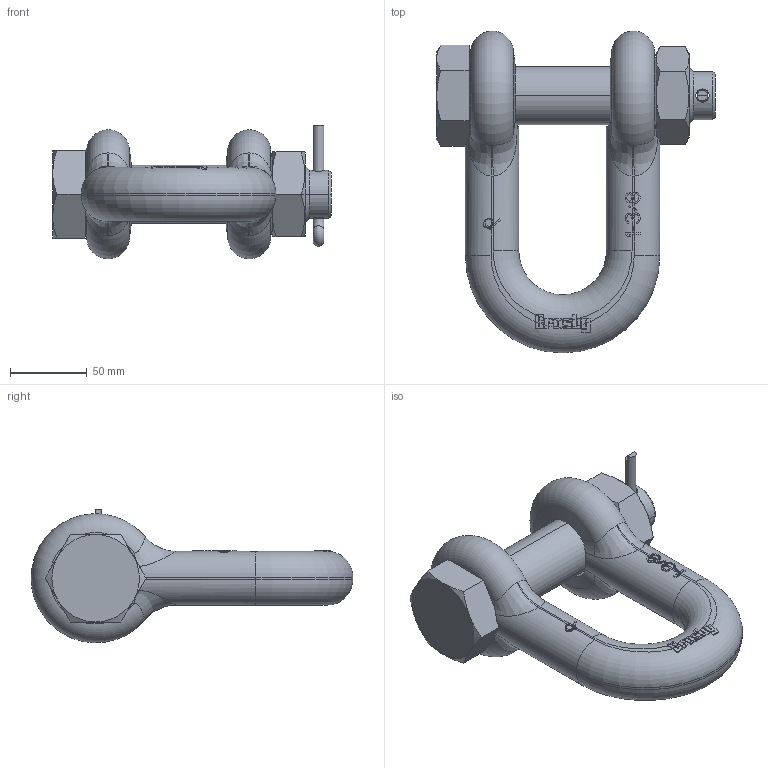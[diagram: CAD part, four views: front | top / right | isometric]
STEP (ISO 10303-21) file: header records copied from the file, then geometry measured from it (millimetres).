
FILE_DESCRIPTION((''),'2;1');
FILE_NAME('CROSBY_2150_138','2003-11-18T',('adoughty'),('The Crosby Group, Inc.'),'PRO/ENGINEER BY PARAMETRIC TECHNOLOGY CORPORATION, 2001150','PRO/ENGINEER BY PARAMETRIC TECHNOLOGY CORPORATION, 2001150','');
FILE_SCHEMA(('CONFIG_CONTROL_DESIGN'));
Length unit declared in the file: inch
Products named in the file (1): CROSBY_2150_138
Bounding box: 181.89 x 210.18 x 87.22 mm (x, y, z)
Volume: 754038.5 mm3; surface area: 103244.9 mm2
Topology: 2 solids, 2 shells, 401 faces, 1141 edges, 744 vertices
Faces by surface type: plane 248, cylinder 89, torus 26, bspline 20, cone 18
Entity records: 14974 total; most frequent: CARTESIAN_POINT 5310, ORIENTED_EDGE 2282, DIRECTION 1640, EDGE_CURVE 1141, VERTEX_POINT 744, AXIS2_PLACEMENT_3D 570, VECTOR 500, LINE 500
